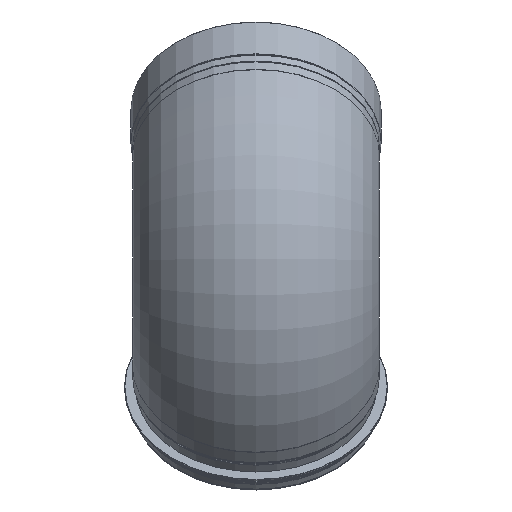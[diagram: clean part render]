
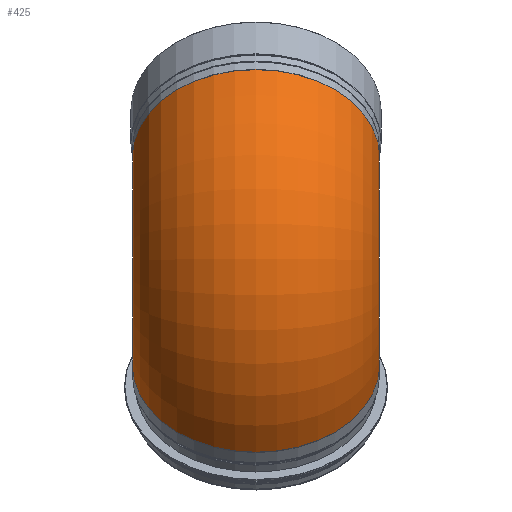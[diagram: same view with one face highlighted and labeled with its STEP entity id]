
A CAD part, left-side view. The second image highlights one B-rep face of the part: STEP entity #425.
In plain terms, the highlighted toroidal (fillet/blend) face has major radius 95 mm and minor radius 79.5 mm.
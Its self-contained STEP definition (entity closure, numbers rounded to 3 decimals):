
#259=CARTESIAN_POINT('',(27.825,-79.5,67.175));
#260=VERTEX_POINT('',#259);
#261=CARTESIAN_POINT('',(27.825,0.0,67.175));
#262=DIRECTION('',(-0.707,0.0,-0.707));
#263=DIRECTION('',(-0.707,0.0,0.707));
#264=AXIS2_PLACEMENT_3D('',#261,#262,#263);
#265=CIRCLE('',#264,79.5);
#266=EDGE_CURVE('',#260,#260,#265,.T.);
#379=CARTESIAN_POINT('',(84.04,0.,-10.96));
#380=VERTEX_POINT('',#379);
#381=CARTESIAN_POINT('',(27.825,0.0,-67.175));
#382=DIRECTION('',(0.707,0.0,-0.707));
#383=DIRECTION('',(-0.707,0.0,-0.707));
#384=AXIS2_PLACEMENT_3D('',#381,#382,#383);
#385=CIRCLE('',#384,79.5);
#386=EDGE_CURVE('',#380,#380,#385,.T.);
#414=CARTESIAN_POINT('',(95.0,0.0,0.0));
#415=DIRECTION('',(0.0,1.0,0.0));
#416=DIRECTION('',(0.0,0.0,1.0));
#417=AXIS2_PLACEMENT_3D('',#414,#415,#416);
#418=TOROIDAL_SURFACE('',#417,95.0,79.5);
#419=ORIENTED_EDGE('',*,*,#386,.F.);
#420=EDGE_LOOP('',(#419));
#421=FACE_OUTER_BOUND('',#420,.T.);
#422=ORIENTED_EDGE('',*,*,#266,.T.);
#423=EDGE_LOOP('',(#422));
#424=FACE_BOUND('',#423,.T.);
#425=ADVANCED_FACE('',(#421,#424),#418,.T.);
